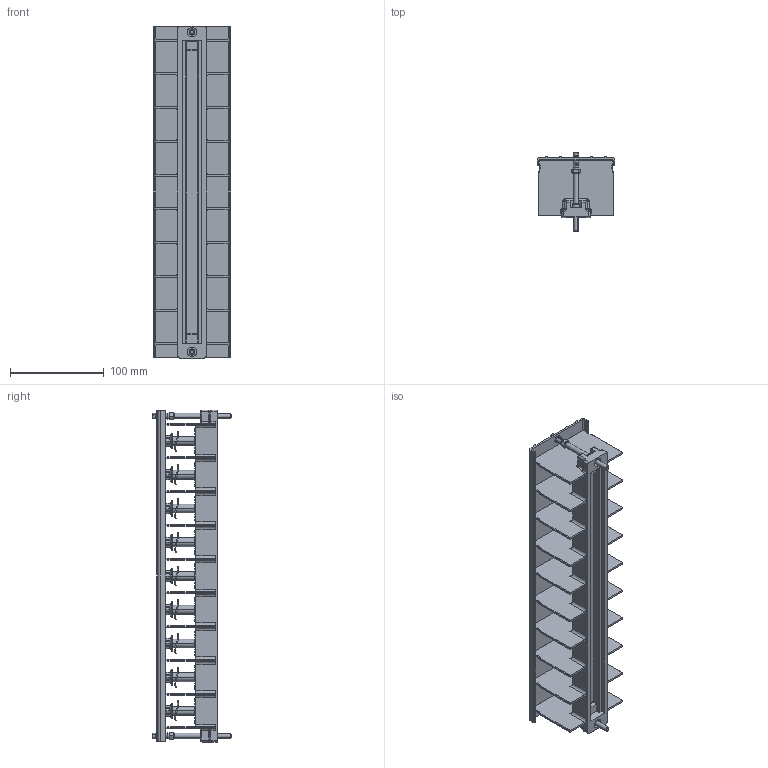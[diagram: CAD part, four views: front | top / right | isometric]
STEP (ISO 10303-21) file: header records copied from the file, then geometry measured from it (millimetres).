
FILE_DESCRIPTION((''),'2;1');
FILE_NAME('32428091000','2019-09-24T',('presta_be4'),(''),'PRO/ENGINEER BY PARAMETRIC TECHNOLOGY CORPORATION, 2014310','PRO/ENGINEER BY PARAMETRIC TECHNOLOGY CORPORATION, 2014310','');
FILE_SCHEMA(('CONFIG_CONTROL_DESIGN'));
Products named in the file (1): 32428091000
Bounding box: 83.2 x 83.81 x 354.2 mm (x, y, z)
Volume: 368920.1 mm3; surface area: 223113.1 mm2
Topology: 10 solids, 10 shells, 1667 faces, 4365 edges, 2728 vertices
Faces by surface type: cylinder 656, plane 545, cone 204, torus 172, bspline 50, sphere 40
Entity records: 111210 total; most frequent: CARTESIAN_POINT 71496, ORIENTED_EDGE 8706, DIRECTION 7865, EDGE_CURVE 4353, AXIS2_PLACEMENT_3D 3014, VERTEX_POINT 2728, VECTOR 1837, LINE 1837
